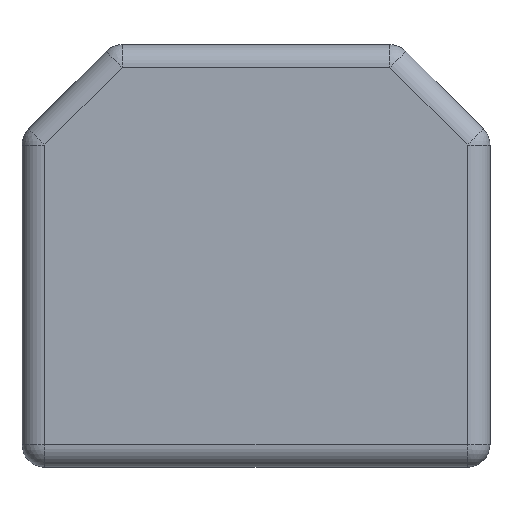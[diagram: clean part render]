
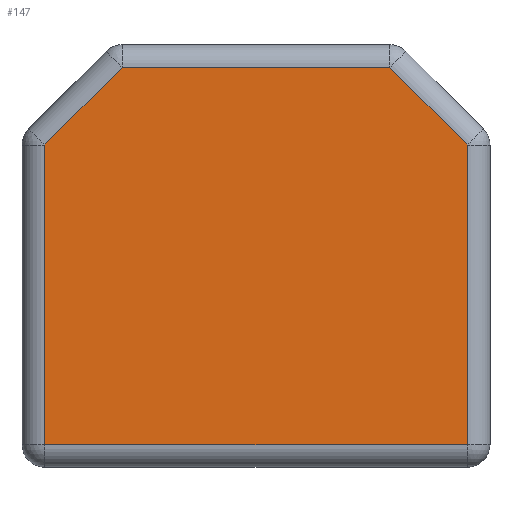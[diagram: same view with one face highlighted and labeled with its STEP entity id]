
A CAD part, front view. The second image highlights one B-rep face of the part: STEP entity #147.
In plain terms, the highlighted planar face has unit normal (0, -1, 0).
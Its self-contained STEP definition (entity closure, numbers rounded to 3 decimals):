
#147 = ADVANCED_FACE( '', ( #302 ), #303, .T. );
#302 = FACE_OUTER_BOUND( '', #463, .T. );
#303 = PLANE( '', #464 );
#463 = EDGE_LOOP( '', ( #793, #794, #795, #796, #797, #798 ) );
#464 = AXIS2_PLACEMENT_3D( '', #799, #800, #801 );
#793 = ORIENTED_EDGE( '', *, *, #1047, .T. );
#794 = ORIENTED_EDGE( '', *, *, #984, .T. );
#795 = ORIENTED_EDGE( '', *, *, #1029, .T. );
#796 = ORIENTED_EDGE( '', *, *, #1050, .T. );
#797 = ORIENTED_EDGE( '', *, *, #1012, .T. );
#798 = ORIENTED_EDGE( '', *, *, #1051, .T. );
#799 = CARTESIAN_POINT( '', ( 0., 0., 0. ) );
#800 = DIRECTION( '', ( 0., -1., 0. ) );
#801 = DIRECTION( '', ( 0., 0., -1. ) );
#984 = EDGE_CURVE( '', #1144, #1178, #1180, .T. );
#1012 = EDGE_CURVE( '', #1214, #1087, #1215, .T. );
#1029 = EDGE_CURVE( '', #1178, #1127, #1235, .T. );
#1047 = EDGE_CURVE( '', #1252, #1144, #1254, .T. );
#1050 = EDGE_CURVE( '', #1127, #1214, #1257, .T. );
#1051 = EDGE_CURVE( '', #1087, #1252, #1258, .T. );
#1087 = VERTEX_POINT( '', #1296 );
#1127 = VERTEX_POINT( '', #1345 );
#1144 = VERTEX_POINT( '', #1368 );
#1178 = VERTEX_POINT( '', #1415 );
#1180 = LINE( '', #1417, #1418 );
#1214 = VERTEX_POINT( '', #1465 );
#1215 = LINE( '', #1466, #1467 );
#1235 = LINE( '', #1495, #1496 );
#1252 = VERTEX_POINT( '', #1520 );
#1254 = LINE( '', #1522, #1523 );
#1257 = LINE( '', #1526, #1527 );
#1258 = LINE( '', #1528, #1529 );
#1296 = CARTESIAN_POINT( '', ( -4.65, 0., -4.15 ) );
#1345 = CARTESIAN_POINT( '', ( -2.943, 0., 4.15 ) );
#1368 = CARTESIAN_POINT( '', ( 4.65, 0., 2.443 ) );
#1415 = CARTESIAN_POINT( '', ( 2.943, 0., 4.15 ) );
#1417 = CARTESIAN_POINT( '', ( 3.546, 0., 3.546 ) );
#1418 = VECTOR( '', #1643, 1000. );
#1465 = CARTESIAN_POINT( '', ( -4.65, 0., 2.443 ) );
#1466 = CARTESIAN_POINT( '', ( -4.65, 0., 0. ) );
#1467 = VECTOR( '', #1678, 1000. );
#1495 = CARTESIAN_POINT( '', ( 0., 0., 4.15 ) );
#1496 = VECTOR( '', #1696, 1000. );
#1520 = CARTESIAN_POINT( '', ( 4.65, 0., -4.15 ) );
#1522 = CARTESIAN_POINT( '', ( 4.65, 0., 0. ) );
#1523 = VECTOR( '', #1713, 1000. );
#1526 = CARTESIAN_POINT( '', ( -3.546, 0., 3.546 ) );
#1527 = VECTOR( '', #1714, 1000. );
#1528 = CARTESIAN_POINT( '', ( 0., 0., -4.15 ) );
#1529 = VECTOR( '', #1715, 1000. );
#1643 = DIRECTION( '', ( -0.707, 0., 0.707 ) );
#1678 = DIRECTION( '', ( 0., 0., -1. ) );
#1696 = DIRECTION( '', ( -1., 0., 0. ) );
#1713 = DIRECTION( '', ( 0., 0., 1. ) );
#1714 = DIRECTION( '', ( -0.707, 0., -0.707 ) );
#1715 = DIRECTION( '', ( 1., 0., 0. ) );
